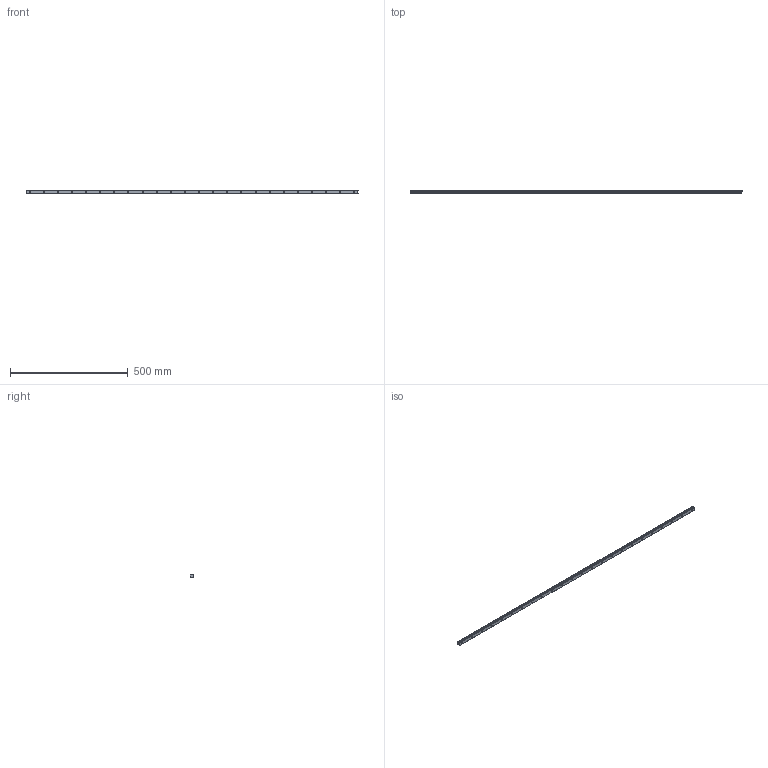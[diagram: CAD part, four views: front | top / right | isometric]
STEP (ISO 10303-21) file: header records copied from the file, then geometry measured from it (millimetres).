
FILE_DESCRIPTION (( 'STEP AP214' ), '1' );
FILE_NAME ('SHS15 1410L G15.STEP', '2021-05-25T12:33:17', ( '' ), ( '' ), 'SwSTEP 2.0', 'SolidWorks 2021', '' );
FILE_SCHEMA (( 'AUTOMOTIVE_DESIGN' ));
Length unit declared in the file: millimetre
Products named in the file (2): _SHS15C141015 Track; SHS15 1410L G15
Assembly tree (1 placements, depth 2):
  SHS15 1410L G15
    _SHS15C141015 Track
Bounding box: 1410 x 13 x 15 mm (x, y, z)
Volume: 227847.9 mm3; surface area: 84981.5 mm2
Topology: 1 solids, 1 shells, 165 faces, 417 edges, 278 vertices
Faces by surface type: cylinder 119, plane 46
Entity records: 5251 total; most frequent: DIRECTION 993, CARTESIAN_POINT 864, ORIENTED_EDGE 834, EDGE_CURVE 417, AXIS2_PLACEMENT_3D 407, VERTEX_POINT 278, CIRCLE 238, EDGE_LOOP 237
